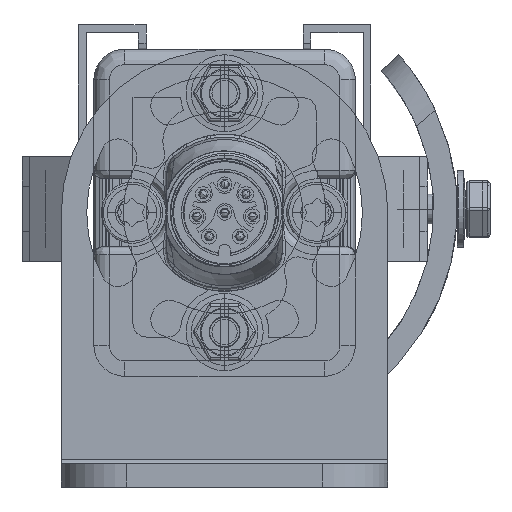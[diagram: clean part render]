
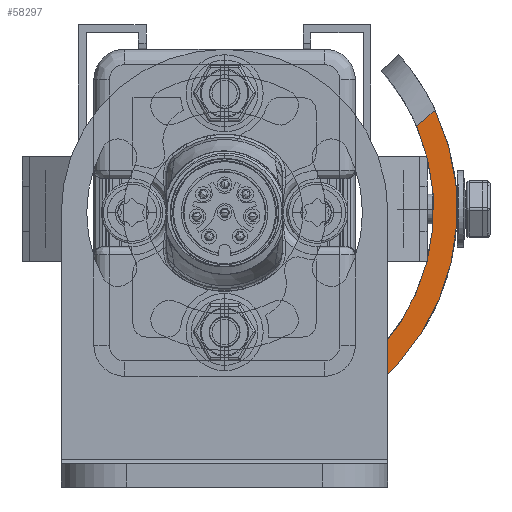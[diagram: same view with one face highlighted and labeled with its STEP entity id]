
A CAD part, front view. The second image highlights one B-rep face of the part: STEP entity #58297.
In plain terms, the highlighted face is planar.
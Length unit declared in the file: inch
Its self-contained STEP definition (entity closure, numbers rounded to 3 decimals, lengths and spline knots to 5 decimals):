
#57277=DIRECTION('',(1.,0.,0.));
#57278=VECTOR('',#57277,0.375);
#57279=CARTESIAN_POINT('',(0.,0.16,-1.11));
#57280=LINE('',#57279,#57278);
#57298=DIRECTION('',(0.,1.,0.));
#57299=VECTOR('',#57298,0.09);
#57300=CARTESIAN_POINT('',(0.375,0.16,-1.11));
#57301=LINE('',#57300,#57299);
#57319=DIRECTION('',(1.,0.,0.));
#57320=VECTOR('',#57319,0.375);
#57321=CARTESIAN_POINT('',(0.,0.25,-1.11));
#57322=LINE('',#57321,#57320);
#57513=DIRECTION('',(0.749,-0.663,0.));
#57514=VECTOR('',#57513,0.09423);
#57515=CARTESIAN_POINT('',(-0.80539,1.42875,-1.11));
#57516=LINE('',#57515,#57514);
#57545=CARTESIAN_POINT('',(0.,1.05,-1.11));
#57546=DIRECTION('',(0.,0.,-1.));
#57547=DIRECTION('',(0.,-1.,0.));
#57548=AXIS2_PLACEMENT_3D('',#57545,#57546,#57547);
#57550=CARTESIAN_POINT('',(0.,1.05,-1.11));
#57551=DIRECTION('',(0.,0.,1.));
#57552=DIRECTION('',(-0.905,0.426,0.));
#57553=AXIS2_PLACEMENT_3D('',#57550,#57551,#57552);
#57711=CARTESIAN_POINT('',(0.,0.25,-1.11));
#57712=VERTEX_POINT('',#57711);
#57713=CARTESIAN_POINT('',(0.,0.16,-1.11));
#57714=VERTEX_POINT('',#57713);
#57735=CARTESIAN_POINT('',(0.375,0.16,-1.11));
#57736=VERTEX_POINT('',#57735);
#57737=CARTESIAN_POINT('',(0.375,0.25,-1.11));
#57738=VERTEX_POINT('',#57737);
#57746=CARTESIAN_POINT('',(-0.80539,1.42875,-1.11));
#57747=CARTESIAN_POINT('',(-0.73481,1.36631,-1.11));
#57748=VERTEX_POINT('',#57746);
#57749=VERTEX_POINT('',#57747);
#58284=CARTESIAN_POINT('',(0.,0.16,-1.11));
#58285=DIRECTION('',(0.,0.,-1.));
#58286=DIRECTION('',(1.,0.,0.));
#58287=AXIS2_PLACEMENT_3D('',#58284,#58285,#58286);
#58288=PLANE('',#58287);
#58289=ORIENTED_EDGE('',*,*,#58021,.T.);
#58290=ORIENTED_EDGE('',*,*,#58038,.T.);
#58291=ORIENTED_EDGE('',*,*,#58054,.F.);
#58292=ORIENTED_EDGE('',*,*,#58218,.T.);
#58293=ORIENTED_EDGE('',*,*,#58276,.F.);
#58294=ORIENTED_EDGE('',*,*,#58160,.T.);
#58295=EDGE_LOOP('',(#58289,#58290,#58291,#58292,#58293,#58294));
#58296=FACE_OUTER_BOUND('',#58295,.F.);
#58297=ADVANCED_FACE('',(#58296),#58288,.T.);
#57549=CIRCLE('',#57548,0.8);
#57554=CIRCLE('',#57553,0.89);
#58021=EDGE_CURVE('',#57714,#57736,#57280,.T.);
#58038=EDGE_CURVE('',#57736,#57738,#57301,.T.);
#58054=EDGE_CURVE('',#57712,#57738,#57322,.T.);
#58160=EDGE_CURVE('',#57748,#57714,#57554,.T.);
#58218=EDGE_CURVE('',#57712,#57749,#57549,.T.);
#58276=EDGE_CURVE('',#57748,#57749,#57516,.T.);
